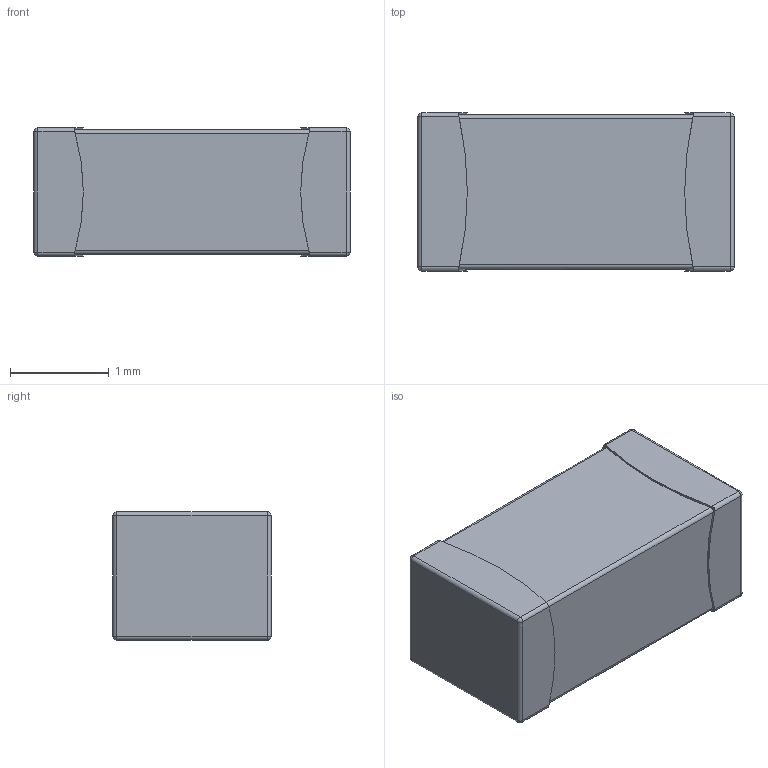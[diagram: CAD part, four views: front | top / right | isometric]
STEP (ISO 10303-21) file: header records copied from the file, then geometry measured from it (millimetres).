
FILE_DESCRIPTION (( 'STEP AP214' ), '1' );
FILE_NAME ('C1206_L3.2-W1.6-H1.3.step', '2022-07-01T06:12:23', ( '' ), ( '' ), 'SwSTEP 2.0', 'SolidWorks 2020', '' );
FILE_SCHEMA (( 'AUTOMOTIVE_DESIGN' ));
Length unit declared in the file: millimetre
Products named in the file (1): C1206_L3.2-W1.6-H1.3
Bounding box: 3.2 x 1.6 x 1.3 mm (x, y, z)
Volume: 6.4 mm3; surface area: 22.2 mm2
Topology: 1 solids, 1 shells, 290 faces, 791 edges, 514 vertices
Faces by surface type: plane 156, bspline 98, cylinder 28, sphere 8
Entity records: 12939 total; most frequent: CARTESIAN_POINT 3146, ORIENTED_EDGE 1566, DIRECTION 985, EDGE_CURVE 783, VERTEX_POINT 514, VECTOR 487, LINE 487, EDGE_LOOP 309
